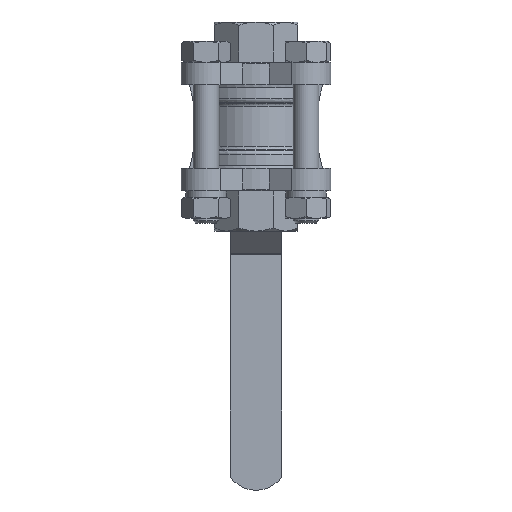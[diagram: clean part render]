
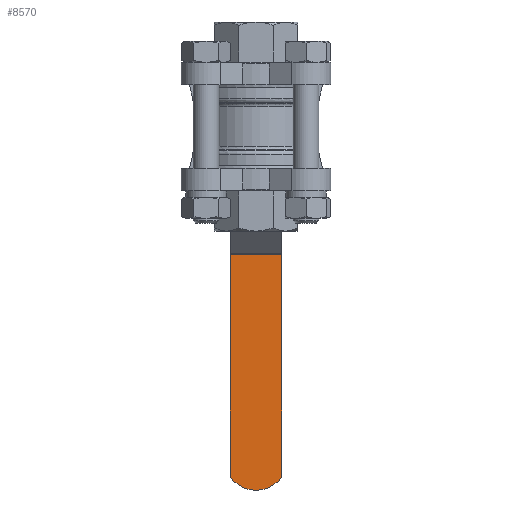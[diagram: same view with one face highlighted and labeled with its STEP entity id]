
A CAD part, front view. The second image highlights one B-rep face of the part: STEP entity #8570.
In plain terms, the highlighted planar face has unit normal (0, -1, 0).
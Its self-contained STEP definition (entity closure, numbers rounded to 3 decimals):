
#508=LINE('',#15486,#1002);
#509=LINE('',#15489,#1003);
#510=LINE('',#15493,#1004);
#1002=VECTOR('',#11708,1000.);
#1003=VECTOR('',#11709,1000.);
#1004=VECTOR('',#11712,1000.);
#1376=PLANE('',#9499);
#1782=CIRCLE('',#9500,10.);
#4119=ORIENTED_EDGE('',*,*,#5490,.T.);
#4120=ORIENTED_EDGE('',*,*,#5491,.T.);
#4121=ORIENTED_EDGE('',*,*,#5492,.T.);
#4122=ORIENTED_EDGE('',*,*,#5493,.T.);
#5490=EDGE_CURVE('',#6341,#6342,#508,.T.);
#5491=EDGE_CURVE('',#6342,#6343,#509,.T.);
#5492=EDGE_CURVE('',#6343,#6344,#1782,.F.);
#5493=EDGE_CURVE('',#6344,#6341,#510,.T.);
#6341=VERTEX_POINT('',#15487);
#6342=VERTEX_POINT('',#15488);
#6343=VERTEX_POINT('',#15490);
#6344=VERTEX_POINT('',#15492);
#7308=EDGE_LOOP('',(#4119,#4120,#4121,#4122));
#7914=FACE_BOUND('',#7308,.T.);
#8570=ADVANCED_FACE('',(#7914),#1376,.F.);
#9499=AXIS2_PLACEMENT_3D('',#15485,#11706,#11707);
#9500=AXIS2_PLACEMENT_3D('',#15491,#11710,#11711);
#11706=DIRECTION('',(0.,1.,0.));
#11707=DIRECTION('',(0.,0.,1.));
#11708=DIRECTION('',(-1.,0.,0.));
#11709=DIRECTION('',(0.,0.,-1.));
#11710=DIRECTION('',(0.,1.,0.));
#11711=DIRECTION('',(0.,0.,1.));
#11712=DIRECTION('',(0.,0.,1.));
#15485=CARTESIAN_POINT('',(9.5,21.5,-39.536));
#15486=CARTESIAN_POINT('',(9.5,21.5,-39.743));
#15487=CARTESIAN_POINT('',(8.,21.5,-39.743));
#15488=CARTESIAN_POINT('',(-8.,21.5,-39.743));
#15489=CARTESIAN_POINT('',(-8.,21.5,-39.536));
#15490=CARTESIAN_POINT('',(-8.,21.5,-109.));
#15491=CARTESIAN_POINT('',(0.,21.5,-103.));
#15492=CARTESIAN_POINT('',(8.,21.5,-109.));
#15493=CARTESIAN_POINT('',(8.,21.5,-39.536));
